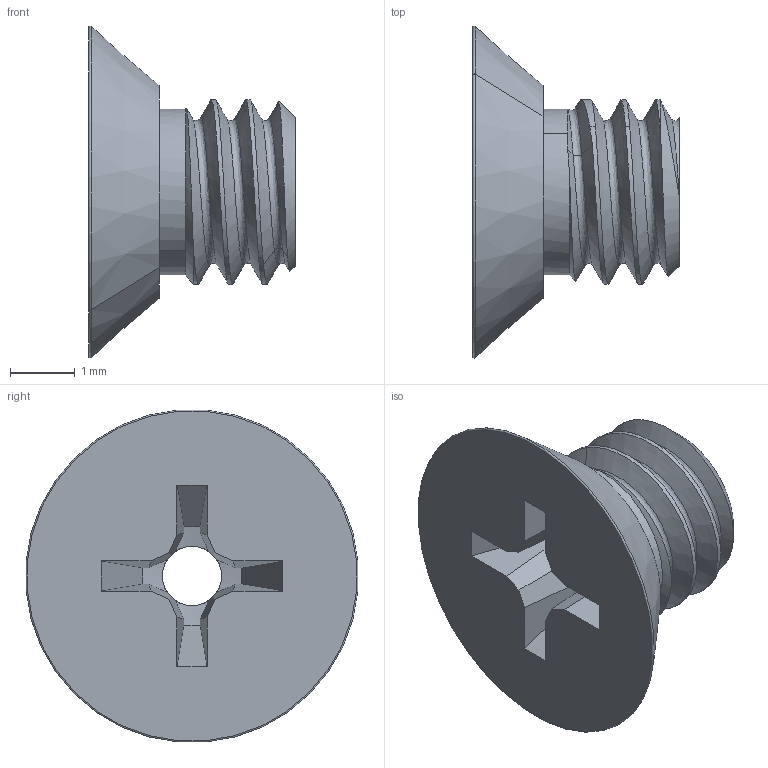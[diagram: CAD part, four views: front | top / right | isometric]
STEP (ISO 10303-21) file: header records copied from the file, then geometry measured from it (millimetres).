
FILE_DESCRIPTION((''),'2;1');
FILE_NAME('001_FLAT_HEAD_INCH_ASM','2023-11-14T',('SYSTEM'),(''),'PRO/ENGINEER BY PARAMETRIC TECHNOLOGY CORPORATION, 2016360','PRO/ENGINEER BY PARAMETRIC TECHNOLOGY CORPORATION, 2016360','');
FILE_SCHEMA(('AUTOMOTIVE_DESIGN { 1 0 10303 214 1 1 1 1 }'));
Length unit declared in the file: inch
Products named in the file (2): F-F112; 001_FLAT_HEAD_INCH_ASM
Assembly tree (1 placements, depth 2):
  001_FLAT_HEAD_INCH_ASM
    F-F112
Bounding box: 3.17 x 5.11 x 5.11 mm (x, y, z)
Volume: 22.3 mm3; surface area: 85.6 mm2
Topology: 1 solids, 1 shells, 51 faces, 136 edges, 88 vertices
Faces by surface type: bspline 16, plane 15, cylinder 9, cone 9, torus 2
Entity records: 5288 total; most frequent: CARTESIAN_POINT 3940, ORIENTED_EDGE 272, DIRECTION 176, EDGE_CURVE 136, COLOUR_RGB 111, VERTEX_POINT 88, AXIS2_PLACEMENT_3D 61, B_SPLINE_CURVE_WITH_KNOTS 59
